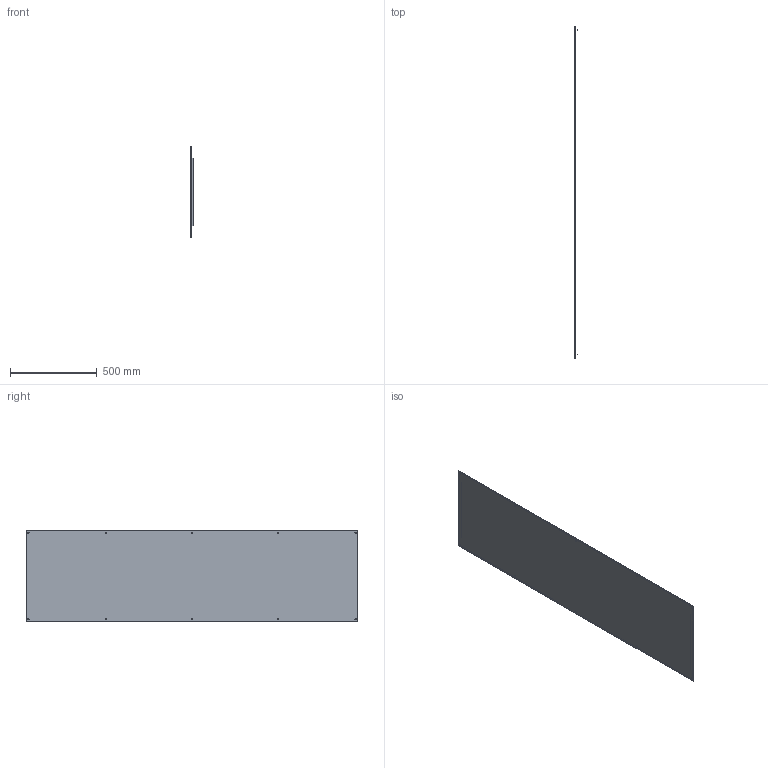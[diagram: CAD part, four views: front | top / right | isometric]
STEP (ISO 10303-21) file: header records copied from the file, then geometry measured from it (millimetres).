
FILE_DESCRIPTION (( 'STEP AP214' ), '1' );
FILE_NAME ('YKV10-PB-2060-45 Ïàíåëü áîêîâàÿ äëÿ ÂÐÓ 20.ÕÕ.60 IP45 TITAN (êîìï. 2øò.).STEP', '2016-09-22T09:03:12', ( 'user' ), ( '' ), 'SwSTEP 2.0', 'SolidWorks 2014', '' );
FILE_SCHEMA (( 'AUTOMOTIVE_DESIGN' ));
Length unit declared in the file: millimetre
Products named in the file (1): YKV10-PB-2060-45 Ïàíåëü áîêîâàÿ äëÿ ÂÐÓ 20.ÕÕ.60 IP45 TITAN (êîìï. 2øò.)
Bounding box: 12 x 1917 x 530 mm (x, y, z)
Volume: 2107720.8 mm3; surface area: 2073682.5 mm2
Topology: 1 solids, 1 shells, 42 faces, 111 edges, 74 vertices
Faces by surface type: cylinder 20, plane 17, bspline 5
Entity records: 1460 total; most frequent: CARTESIAN_POINT 275, DIRECTION 224, ORIENTED_EDGE 222, EDGE_CURVE 111, AXIS2_PLACEMENT_3D 79, VERTEX_POINT 74, VECTOR 66, LINE 66
